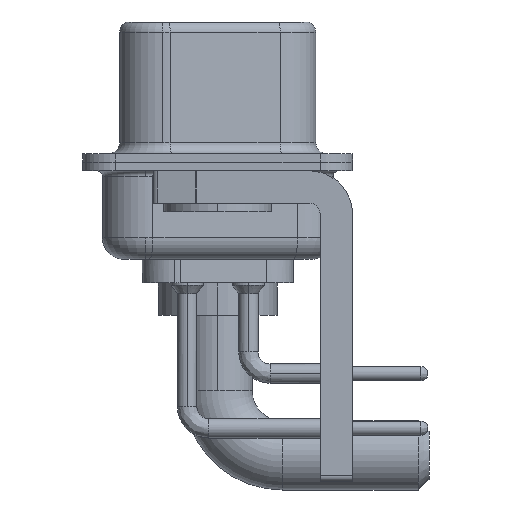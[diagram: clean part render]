
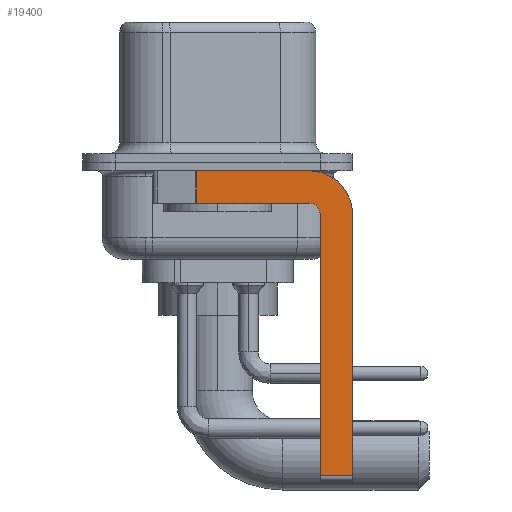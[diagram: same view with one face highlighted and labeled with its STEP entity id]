
A CAD part, left-side view. The second image highlights one B-rep face of the part: STEP entity #19400.
In plain terms, the highlighted planar face has unit normal (-1, 0, 0).
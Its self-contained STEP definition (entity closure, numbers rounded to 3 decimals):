
#576 = CARTESIAN_POINT ( 'NONE',  ( -2.9, -4.25, -2.4 ) ) ;
#687 = CARTESIAN_POINT ( 'NONE',  ( -2.9, -6.25, -14.55 ) ) ;
#1191 = VECTOR ( 'NONE', #14806, 1000. ) ;
#1256 = ORIENTED_EDGE ( 'NONE', *, *, #9132, .F. ) ;
#1587 = DIRECTION ( 'NONE',  ( 0., 0., -1. ) ) ;
#1673 = LINE ( 'NONE', #14546, #18255 ) ;
#2602 = PLANE ( 'NONE',  #15424 ) ;
#2787 = ORIENTED_EDGE ( 'NONE', *, *, #20390, .F. ) ;
#2942 = ORIENTED_EDGE ( 'NONE', *, *, #8403, .F. ) ;
#3227 = CARTESIAN_POINT ( 'NONE',  ( -2.9, -6.25, -2.4 ) ) ;
#3369 = CARTESIAN_POINT ( 'NONE',  ( -2.9, 0.978, -1.9 ) ) ;
#3607 = EDGE_CURVE ( 'NONE', #20902, #13963, #11254, .T. ) ;
#4236 = VECTOR ( 'NONE', #13866, 1000. ) ;
#4295 = AXIS2_PLACEMENT_3D ( 'NONE', #576, #20581, #12146 ) ;
#4359 = CARTESIAN_POINT ( 'NONE',  ( -2.9, -4.25, -2.4 ) ) ;
#5038 = CARTESIAN_POINT ( 'NONE',  ( -2.9, -4.25, -1.9 ) ) ;
#5517 = ORIENTED_EDGE ( 'NONE', *, *, #3607, .T. ) ;
#6440 = EDGE_CURVE ( 'NONE', #19266, #21025, #1673, .T. ) ;
#7668 = CIRCLE ( 'NONE', #4295, 2. ) ;
#7840 = ORIENTED_EDGE ( 'NONE', *, *, #8027, .F. ) ;
#8027 = EDGE_CURVE ( 'NONE', #17758, #21346, #10297, .T. ) ;
#8403 = EDGE_CURVE ( 'NONE', #21025, #15894, #7668, .T. ) ;
#8558 = CARTESIAN_POINT ( 'NONE',  ( -2.9, -6.25, -2.4 ) ) ;
#8699 = CARTESIAN_POINT ( 'NONE',  ( -2.9, -4.75, -2.4 ) ) ;
#9029 = DIRECTION ( 'NONE',  ( 0., -1., 0. ) ) ;
#9091 = AXIS2_PLACEMENT_3D ( 'NONE', #20856, #11837, #18746 ) ;
#9132 = EDGE_CURVE ( 'NONE', #15894, #13963, #17739, .T. ) ;
#9893 = CARTESIAN_POINT ( 'NONE',  ( -2.9, -4.75, -14.8 ) ) ;
#10297 = LINE ( 'NONE', #5038, #11362 ) ;
#11254 = LINE ( 'NONE', #16551, #1191 ) ;
#11362 = VECTOR ( 'NONE', #12172, 1000. ) ;
#11837 = DIRECTION ( 'NONE',  ( -1., 0., 0. ) ) ;
#12146 = DIRECTION ( 'NONE',  ( 0., 0., -1. ) ) ;
#12172 = DIRECTION ( 'NONE',  ( 0., 1., 0. ) ) ;
#12318 = EDGE_LOOP ( 'NONE', ( #22752, #14931, #7840, #14047, #2787, #5517, #1256, #2942 ) ) ;
#13141 = CARTESIAN_POINT ( 'NONE',  ( -2.9, 0.978, -0.4 ) ) ;
#13374 = FACE_OUTER_BOUND ( 'NONE', #12318, .T. ) ;
#13866 = DIRECTION ( 'NONE',  ( 0., 0., 1. ) ) ;
#13963 = VERTEX_POINT ( 'NONE', #687 ) ;
#14047 = ORIENTED_EDGE ( 'NONE', *, *, #20776, .F. ) ;
#14546 = CARTESIAN_POINT ( 'NONE',  ( -2.9, 3., -0.4 ) ) ;
#14772 = CARTESIAN_POINT ( 'NONE',  ( -2.9, -4.25, -0.4 ) ) ;
#14806 = DIRECTION ( 'NONE',  ( 0., -1., 0. ) ) ;
#14931 = ORIENTED_EDGE ( 'NONE', *, *, #20967, .T. ) ;
#15424 = AXIS2_PLACEMENT_3D ( 'NONE', #4359, #20507, #17349 ) ;
#15714 = CARTESIAN_POINT ( 'NONE',  ( -2.9, -4.75, -14.55 ) ) ;
#15814 = CARTESIAN_POINT ( 'NONE',  ( -2.9, -4.25, -1.9 ) ) ;
#15894 = VERTEX_POINT ( 'NONE', #8558 ) ;
#16551 = CARTESIAN_POINT ( 'NONE',  ( -2.9, -4.25, -14.55 ) ) ;
#16604 = VECTOR ( 'NONE', #17918, 1000. ) ;
#17349 = DIRECTION ( 'NONE',  ( 0., 0., -1. ) ) ;
#17739 = LINE ( 'NONE', #3227, #23004 ) ;
#17758 = VERTEX_POINT ( 'NONE', #15814 ) ;
#17918 = DIRECTION ( 'NONE',  ( 0., 0., -1. ) ) ;
#18255 = VECTOR ( 'NONE', #9029, 1000. ) ;
#18746 = DIRECTION ( 'NONE',  ( 0., 0., 1. ) ) ;
#19037 = VERTEX_POINT ( 'NONE', #8699 ) ;
#19266 = VERTEX_POINT ( 'NONE', #13141 ) ;
#19400 = ADVANCED_FACE ( 'NONE', ( #13374 ), #2602, .F. ) ;
#19682 = CARTESIAN_POINT ( 'NONE',  ( -2.9, 0.978, -1.9 ) ) ;
#20390 = EDGE_CURVE ( 'NONE', #20902, #19037, #20880, .T. ) ;
#20507 = DIRECTION ( 'NONE',  ( 1., 0., 0. ) ) ;
#20581 = DIRECTION ( 'NONE',  ( 1., 0., 0. ) ) ;
#20776 = EDGE_CURVE ( 'NONE', #19037, #17758, #21447, .T. ) ;
#20856 = CARTESIAN_POINT ( 'NONE',  ( -2.9, -4.25, -2.4 ) ) ;
#20880 = LINE ( 'NONE', #9893, #4236 ) ;
#20902 = VERTEX_POINT ( 'NONE', #15714 ) ;
#20967 = EDGE_CURVE ( 'NONE', #19266, #21346, #21435, .T. ) ;
#21025 = VERTEX_POINT ( 'NONE', #14772 ) ;
#21346 = VERTEX_POINT ( 'NONE', #3369 ) ;
#21435 = LINE ( 'NONE', #19682, #16604 ) ;
#21447 = CIRCLE ( 'NONE', #9091, 0.5 ) ;
#22752 = ORIENTED_EDGE ( 'NONE', *, *, #6440, .F. ) ;
#23004 = VECTOR ( 'NONE', #1587, 1000. ) ;
